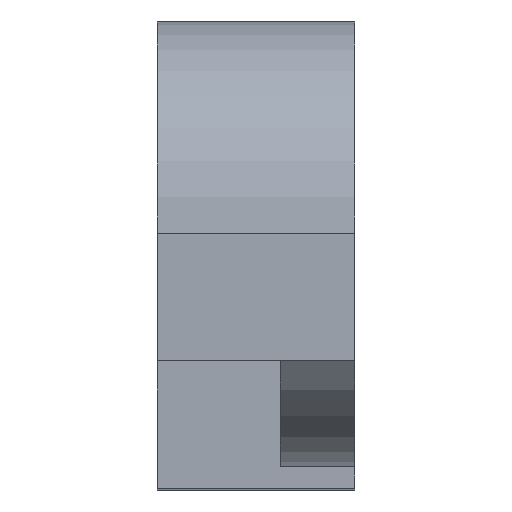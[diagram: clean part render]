
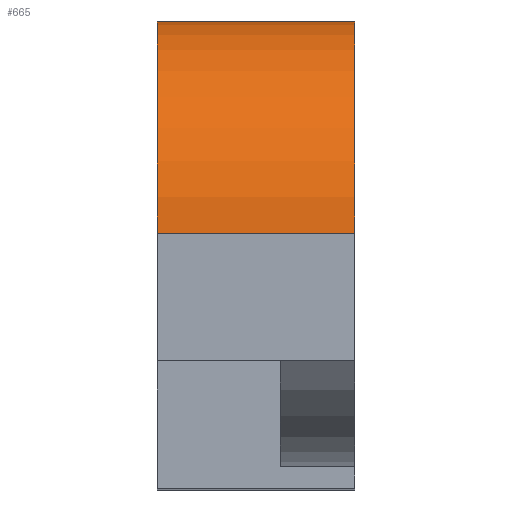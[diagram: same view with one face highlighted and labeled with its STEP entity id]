
A CAD part, top view. The second image highlights one B-rep face of the part: STEP entity #665.
In plain terms, the highlighted cylindrical face has radius 5 mm (diameter 10 mm), a partial arc.
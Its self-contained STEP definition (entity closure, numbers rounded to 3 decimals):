
#48=FACE_OUTER_BOUND('',#83,.T.);
#83=EDGE_LOOP('',(#465,#466,#467,#468));
#122=LINE('',#936,#207);
#123=LINE('',#939,#208);
#207=VECTOR('',#755,10.);
#208=VECTOR('',#758,10.);
#292=CIRCLE('',#703,5.);
#293=CIRCLE('',#704,5.);
#304=VERTEX_POINT('',#932);
#305=VERTEX_POINT('',#933);
#306=VERTEX_POINT('',#935);
#307=VERTEX_POINT('',#937);
#368=EDGE_CURVE('',#304,#305,#292,.T.);
#369=EDGE_CURVE('',#305,#306,#122,.T.);
#370=EDGE_CURVE('',#306,#307,#293,.T.);
#371=EDGE_CURVE('',#307,#304,#123,.T.);
#465=ORIENTED_EDGE('',*,*,#368,.T.);
#466=ORIENTED_EDGE('',*,*,#369,.T.);
#467=ORIENTED_EDGE('',*,*,#370,.T.);
#468=ORIENTED_EDGE('',*,*,#371,.T.);
#659=CYLINDRICAL_SURFACE('',#702,5.);
#665=ADVANCED_FACE('',(#48),#659,.T.);
#702=AXIS2_PLACEMENT_3D('',#931,#751,#752);
#703=AXIS2_PLACEMENT_3D('',#934,#753,#754);
#704=AXIS2_PLACEMENT_3D('',#938,#756,#757);
#751=DIRECTION('center_axis',(1.,0.,0.));
#752=DIRECTION('ref_axis',(0.,0.707,0.707));
#753=DIRECTION('center_axis',(-1.,0.,0.));
#754=DIRECTION('ref_axis',(0.,0.707,0.707));
#755=DIRECTION('',(-1.,0.,0.));
#756=DIRECTION('center_axis',(1.,0.,0.));
#757=DIRECTION('ref_axis',(0.,0.707,0.707));
#758=DIRECTION('',(1.,0.,0.));
#931=CARTESIAN_POINT('Origin',(27.336,27.378,-103.659));
#932=CARTESIAN_POINT('',(28.5,27.378,-98.659));
#933=CARTESIAN_POINT('',(28.5,32.378,-103.659));
#934=CARTESIAN_POINT('Origin',(28.5,27.378,-103.659));
#935=CARTESIAN_POINT('',(23.846,32.378,-103.659));
#936=CARTESIAN_POINT('',(27.336,32.378,-103.659));
#937=CARTESIAN_POINT('',(23.846,27.378,-98.659));
#938=CARTESIAN_POINT('Origin',(23.846,27.378,-103.659));
#939=CARTESIAN_POINT('',(27.336,27.378,-98.659));
